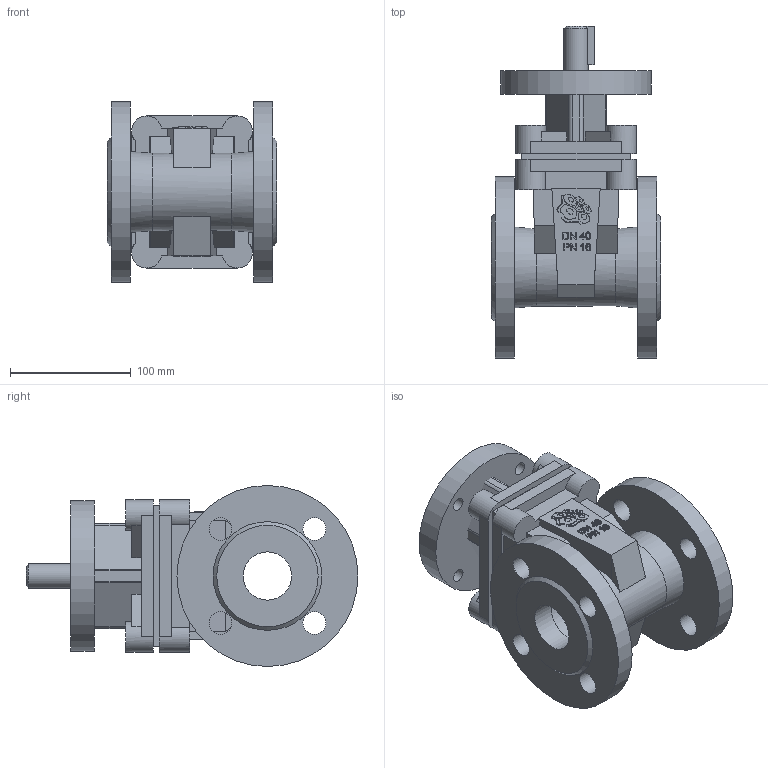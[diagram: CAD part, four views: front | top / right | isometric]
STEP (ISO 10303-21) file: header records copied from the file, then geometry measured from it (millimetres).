
FILE_DESCRIPTION(('STEP AP203'), '1');
FILE_NAME('3D_103-040-16', '', ('UNSPECIFIED'), ('UNSPECIFIED'), 'C3D Converter', 'C3D Toolkit', '');
FILE_SCHEMA(('CONFIG_CONTROL_DESIGN'));
Length unit declared in the file: millimetre
Bounding box: 140.01 x 275 x 150 mm (x, y, z)
Volume: 1853540.2 mm3; surface area: 239573.9 mm2
Topology: 13 solids, 13 shells, 3587 faces, 10572 edges, 7050 vertices
Faces by surface type: plane 3539, cylinder 43, cone 3, torus 2
Full cylindrical faces by diameter (mm): 11 x4, 17 x2, 18 x2, 19 x8, 20 x1, 25 x4, 40 x2, 125 x1, 150 x2
Entity records: 145862 total; most frequent: CARTESIAN_POINT 21254, ORIENTED_EDGE 21084, DIRECTION 17853, EDGE_CURVE 10542, LINE 10387, VECTOR 10387, VERTEX_POINT 7050, AXIS2_PLACEMENT_3D 3733
